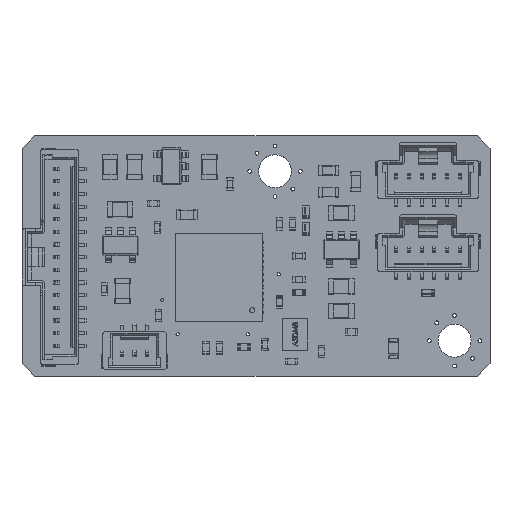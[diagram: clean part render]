
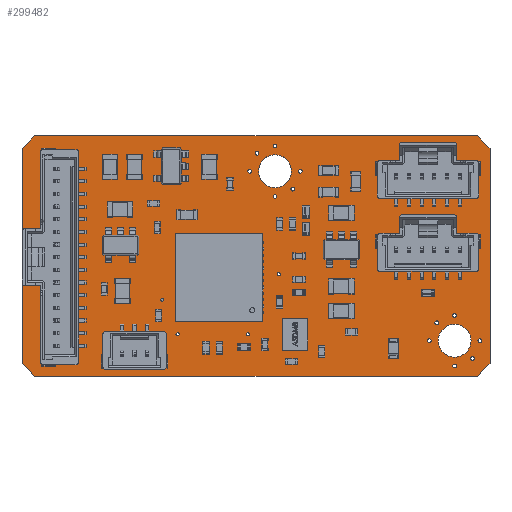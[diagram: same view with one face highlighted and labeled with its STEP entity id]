
A CAD part, top view. The second image highlights one B-rep face of the part: STEP entity #299482.
In plain terms, the highlighted planar face has unit normal (0, 0, 1).
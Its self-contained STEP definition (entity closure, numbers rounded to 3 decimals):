
#299140 = VERTEX_POINT('',#299141);
#299141 = CARTESIAN_POINT('',(1.,19.,1.6));
#299147 = EDGE_CURVE('',#299140,#299148,#299150,.T.);
#299148 = VERTEX_POINT('',#299149);
#299149 = CARTESIAN_POINT('',(36.,19.,1.6));
#299150 = LINE('',#299151,#299152);
#299151 = CARTESIAN_POINT('',(1.,19.,1.6));
#299152 = VECTOR('',#299153,1.);
#299153 = DIRECTION('',(1.,0.,0.));
#299180 = VERTEX_POINT('',#299181);
#299181 = CARTESIAN_POINT('',(0.,18.,1.6));
#299187 = EDGE_CURVE('',#299180,#299140,#299188,.T.);
#299188 = LINE('',#299189,#299190);
#299189 = CARTESIAN_POINT('',(0.,18.,1.6));
#299190 = VECTOR('',#299191,1.);
#299191 = DIRECTION('',(0.707,0.707,0.));
#299209 = EDGE_CURVE('',#299148,#299210,#299212,.T.);
#299210 = VERTEX_POINT('',#299211);
#299211 = CARTESIAN_POINT('',(37.,18.,1.6));
#299212 = LINE('',#299213,#299214);
#299213 = CARTESIAN_POINT('',(36.,19.,1.6));
#299214 = VECTOR('',#299215,1.);
#299215 = DIRECTION('',(0.707,-0.707,0.));
#299482 = ADVANCED_FACE('',(#299483,#299526,#299537,#299548,#299559,
    #299570,#299581,#299592,#299603,#299614,#299625,#299636,#299647,
    #299658,#299669,#299680,#299691,#299702,#299713),#299724,.F.);
#299483 = FACE_BOUND('',#299484,.F.);
#299484 = EDGE_LOOP('',(#299485,#299486,#299487,#299495,#299503,#299511,
    #299519,#299525));
#299485 = ORIENTED_EDGE('',*,*,#299147,.T.);
#299486 = ORIENTED_EDGE('',*,*,#299209,.T.);
#299487 = ORIENTED_EDGE('',*,*,#299488,.T.);
#299488 = EDGE_CURVE('',#299210,#299489,#299491,.T.);
#299489 = VERTEX_POINT('',#299490);
#299490 = CARTESIAN_POINT('',(37.,1.,1.6));
#299491 = LINE('',#299492,#299493);
#299492 = CARTESIAN_POINT('',(37.,18.,1.6));
#299493 = VECTOR('',#299494,1.);
#299494 = DIRECTION('',(0.,-1.,0.));
#299495 = ORIENTED_EDGE('',*,*,#299496,.T.);
#299496 = EDGE_CURVE('',#299489,#299497,#299499,.T.);
#299497 = VERTEX_POINT('',#299498);
#299498 = CARTESIAN_POINT('',(36.,0.,1.6));
#299499 = LINE('',#299500,#299501);
#299500 = CARTESIAN_POINT('',(37.,1.,1.6));
#299501 = VECTOR('',#299502,1.);
#299502 = DIRECTION('',(-0.707,-0.707,0.));
#299503 = ORIENTED_EDGE('',*,*,#299504,.T.);
#299504 = EDGE_CURVE('',#299497,#299505,#299507,.T.);
#299505 = VERTEX_POINT('',#299506);
#299506 = CARTESIAN_POINT('',(1.,0.,1.6));
#299507 = LINE('',#299508,#299509);
#299508 = CARTESIAN_POINT('',(36.,0.,1.6));
#299509 = VECTOR('',#299510,1.);
#299510 = DIRECTION('',(-1.,0.,0.));
#299511 = ORIENTED_EDGE('',*,*,#299512,.T.);
#299512 = EDGE_CURVE('',#299505,#299513,#299515,.T.);
#299513 = VERTEX_POINT('',#299514);
#299514 = CARTESIAN_POINT('',(0.,1.,1.6));
#299515 = LINE('',#299516,#299517);
#299516 = CARTESIAN_POINT('',(1.,0.,1.6));
#299517 = VECTOR('',#299518,1.);
#299518 = DIRECTION('',(-0.707,0.707,0.));
#299519 = ORIENTED_EDGE('',*,*,#299520,.T.);
#299520 = EDGE_CURVE('',#299513,#299180,#299521,.T.);
#299521 = LINE('',#299522,#299523);
#299522 = CARTESIAN_POINT('',(0.,1.,1.6));
#299523 = VECTOR('',#299524,1.);
#299524 = DIRECTION('',(0.,1.,0.));
#299525 = ORIENTED_EDGE('',*,*,#299187,.T.);
#299526 = FACE_BOUND('',#299527,.F.);
#299527 = EDGE_LOOP('',(#299528));
#299528 = ORIENTED_EDGE('',*,*,#299529,.T.);
#299529 = EDGE_CURVE('',#299530,#299530,#299532,.T.);
#299530 = VERTEX_POINT('',#299531);
#299531 = CARTESIAN_POINT('',(35.764,1.386,1.6));
#299532 = CIRCLE('',#299533,0.15);
#299533 = AXIS2_PLACEMENT_3D('',#299534,#299535,#299536);
#299534 = CARTESIAN_POINT('',(35.614,1.386,1.6));
#299535 = DIRECTION('',(0.,0.,1.));
#299536 = DIRECTION('',(1.,0.,0.));
#299537 = FACE_BOUND('',#299538,.F.);
#299538 = EDGE_LOOP('',(#299539));
#299539 = ORIENTED_EDGE('',*,*,#299540,.T.);
#299540 = EDGE_CURVE('',#299541,#299541,#299543,.T.);
#299541 = VERTEX_POINT('',#299542);
#299542 = CARTESIAN_POINT('',(34.35,0.8,1.6));
#299543 = CIRCLE('',#299544,0.15);
#299544 = AXIS2_PLACEMENT_3D('',#299545,#299546,#299547);
#299545 = CARTESIAN_POINT('',(34.2,0.8,1.6));
#299546 = DIRECTION('',(0.,0.,1.));
#299547 = DIRECTION('',(1.,0.,0.));
#299548 = FACE_BOUND('',#299549,.F.);
#299549 = EDGE_LOOP('',(#299550));
#299550 = ORIENTED_EDGE('',*,*,#299551,.T.);
#299551 = EDGE_CURVE('',#299552,#299552,#299554,.T.);
#299552 = VERTEX_POINT('',#299553);
#299553 = CARTESIAN_POINT('',(36.35,2.8,1.6));
#299554 = CIRCLE('',#299555,0.15);
#299555 = AXIS2_PLACEMENT_3D('',#299556,#299557,#299558);
#299556 = CARTESIAN_POINT('',(36.2,2.8,1.6));
#299557 = DIRECTION('',(0.,0.,1.));
#299558 = DIRECTION('',(1.,0.,0.));
#299559 = FACE_BOUND('',#299560,.F.);
#299560 = EDGE_LOOP('',(#299561));
#299561 = ORIENTED_EDGE('',*,*,#299562,.T.);
#299562 = EDGE_CURVE('',#299563,#299563,#299565,.T.);
#299563 = VERTEX_POINT('',#299564);
#299564 = CARTESIAN_POINT('',(35.5,2.8,1.6));
#299565 = CIRCLE('',#299566,1.3);
#299566 = AXIS2_PLACEMENT_3D('',#299567,#299568,#299569);
#299567 = CARTESIAN_POINT('',(34.2,2.8,1.6));
#299568 = DIRECTION('',(0.,0.,1.));
#299569 = DIRECTION('',(1.,0.,0.));
#299570 = FACE_BOUND('',#299571,.F.);
#299571 = EDGE_LOOP('',(#299572));
#299572 = ORIENTED_EDGE('',*,*,#299573,.T.);
#299573 = EDGE_CURVE('',#299574,#299574,#299576,.T.);
#299574 = VERTEX_POINT('',#299575);
#299575 = CARTESIAN_POINT('',(32.35,2.8,1.6));
#299576 = CIRCLE('',#299577,0.15);
#299577 = AXIS2_PLACEMENT_3D('',#299578,#299579,#299580);
#299578 = CARTESIAN_POINT('',(32.2,2.8,1.6));
#299579 = DIRECTION('',(0.,0.,1.));
#299580 = DIRECTION('',(1.,0.,0.));
#299581 = FACE_BOUND('',#299582,.F.);
#299582 = EDGE_LOOP('',(#299583));
#299583 = ORIENTED_EDGE('',*,*,#299584,.T.);
#299584 = EDGE_CURVE('',#299585,#299585,#299587,.T.);
#299585 = VERTEX_POINT('',#299586);
#299586 = CARTESIAN_POINT('',(34.35,4.8,1.6));
#299587 = CIRCLE('',#299588,0.15);
#299588 = AXIS2_PLACEMENT_3D('',#299589,#299590,#299591);
#299589 = CARTESIAN_POINT('',(34.2,4.8,1.6));
#299590 = DIRECTION('',(0.,0.,1.));
#299591 = DIRECTION('',(1.,0.,0.));
#299592 = FACE_BOUND('',#299593,.F.);
#299593 = EDGE_LOOP('',(#299594));
#299594 = ORIENTED_EDGE('',*,*,#299595,.T.);
#299595 = EDGE_CURVE('',#299596,#299596,#299598,.T.);
#299596 = VERTEX_POINT('',#299597);
#299597 = CARTESIAN_POINT('',(32.936,4.214,1.6));
#299598 = CIRCLE('',#299599,0.15);
#299599 = AXIS2_PLACEMENT_3D('',#299600,#299601,#299602);
#299600 = CARTESIAN_POINT('',(32.786,4.214,1.6));
#299601 = DIRECTION('',(0.,0.,1.));
#299602 = DIRECTION('',(1.,0.,0.));
#299603 = FACE_BOUND('',#299604,.F.);
#299604 = EDGE_LOOP('',(#299605));
#299605 = ORIENTED_EDGE('',*,*,#299606,.T.);
#299606 = EDGE_CURVE('',#299607,#299607,#299609,.T.);
#299607 = VERTEX_POINT('',#299608);
#299608 = CARTESIAN_POINT('',(17.975,3.3,1.6));
#299609 = CIRCLE('',#299610,0.125);
#299610 = AXIS2_PLACEMENT_3D('',#299611,#299612,#299613);
#299611 = CARTESIAN_POINT('',(17.85,3.3,1.6));
#299612 = DIRECTION('',(0.,0.,1.));
#299613 = DIRECTION('',(1.,0.,0.));
#299614 = FACE_BOUND('',#299615,.F.);
#299615 = EDGE_LOOP('',(#299616));
#299616 = ORIENTED_EDGE('',*,*,#299617,.T.);
#299617 = EDGE_CURVE('',#299618,#299618,#299620,.T.);
#299618 = VERTEX_POINT('',#299619);
#299619 = CARTESIAN_POINT('',(12.425,3.3,1.6));
#299620 = CIRCLE('',#299621,0.125);
#299621 = AXIS2_PLACEMENT_3D('',#299622,#299623,#299624);
#299622 = CARTESIAN_POINT('',(12.3,3.3,1.6));
#299623 = DIRECTION('',(0.,0.,1.));
#299624 = DIRECTION('',(1.,0.,0.));
#299625 = FACE_BOUND('',#299626,.F.);
#299626 = EDGE_LOOP('',(#299627));
#299627 = ORIENTED_EDGE('',*,*,#299628,.T.);
#299628 = EDGE_CURVE('',#299629,#299629,#299631,.T.);
#299629 = VERTEX_POINT('',#299630);
#299630 = CARTESIAN_POINT('',(20.425,8.05,1.6));
#299631 = CIRCLE('',#299632,0.125);
#299632 = AXIS2_PLACEMENT_3D('',#299633,#299634,#299635);
#299633 = CARTESIAN_POINT('',(20.3,8.05,1.6));
#299634 = DIRECTION('',(0.,0.,1.));
#299635 = DIRECTION('',(1.,0.,0.));
#299636 = FACE_BOUND('',#299637,.F.);
#299637 = EDGE_LOOP('',(#299638));
#299638 = ORIENTED_EDGE('',*,*,#299639,.T.);
#299639 = EDGE_CURVE('',#299640,#299640,#299642,.T.);
#299640 = VERTEX_POINT('',#299641);
#299641 = CARTESIAN_POINT('',(11.225,6.05,1.6));
#299642 = CIRCLE('',#299643,0.125);
#299643 = AXIS2_PLACEMENT_3D('',#299644,#299645,#299646);
#299644 = CARTESIAN_POINT('',(11.1,6.05,1.6));
#299645 = DIRECTION('',(0.,0.,1.));
#299646 = DIRECTION('',(1.,0.,0.));
#299647 = FACE_BOUND('',#299648,.F.);
#299648 = EDGE_LOOP('',(#299649));
#299649 = ORIENTED_EDGE('',*,*,#299650,.T.);
#299650 = EDGE_CURVE('',#299651,#299651,#299653,.T.);
#299651 = VERTEX_POINT('',#299652);
#299652 = CARTESIAN_POINT('',(21.564,14.786,1.6));
#299653 = CIRCLE('',#299654,0.15);
#299654 = AXIS2_PLACEMENT_3D('',#299655,#299656,#299657);
#299655 = CARTESIAN_POINT('',(21.414,14.786,1.6));
#299656 = DIRECTION('',(0.,0.,1.));
#299657 = DIRECTION('',(1.,0.,0.));
#299658 = FACE_BOUND('',#299659,.F.);
#299659 = EDGE_LOOP('',(#299660));
#299660 = ORIENTED_EDGE('',*,*,#299661,.T.);
#299661 = EDGE_CURVE('',#299662,#299662,#299664,.T.);
#299662 = VERTEX_POINT('',#299663);
#299663 = CARTESIAN_POINT('',(20.15,14.2,1.6));
#299664 = CIRCLE('',#299665,0.15);
#299665 = AXIS2_PLACEMENT_3D('',#299666,#299667,#299668);
#299666 = CARTESIAN_POINT('',(20.,14.2,1.6));
#299667 = DIRECTION('',(0.,0.,1.));
#299668 = DIRECTION('',(1.,0.,0.));
#299669 = FACE_BOUND('',#299670,.F.);
#299670 = EDGE_LOOP('',(#299671));
#299671 = ORIENTED_EDGE('',*,*,#299672,.T.);
#299672 = EDGE_CURVE('',#299673,#299673,#299675,.T.);
#299673 = VERTEX_POINT('',#299674);
#299674 = CARTESIAN_POINT('',(22.15,16.2,1.6));
#299675 = CIRCLE('',#299676,0.15);
#299676 = AXIS2_PLACEMENT_3D('',#299677,#299678,#299679);
#299677 = CARTESIAN_POINT('',(22.,16.2,1.6));
#299678 = DIRECTION('',(0.,0.,1.));
#299679 = DIRECTION('',(1.,0.,0.));
#299680 = FACE_BOUND('',#299681,.F.);
#299681 = EDGE_LOOP('',(#299682));
#299682 = ORIENTED_EDGE('',*,*,#299683,.T.);
#299683 = EDGE_CURVE('',#299684,#299684,#299686,.T.);
#299684 = VERTEX_POINT('',#299685);
#299685 = CARTESIAN_POINT('',(21.3,16.2,1.6));
#299686 = CIRCLE('',#299687,1.3);
#299687 = AXIS2_PLACEMENT_3D('',#299688,#299689,#299690);
#299688 = CARTESIAN_POINT('',(20.,16.2,1.6));
#299689 = DIRECTION('',(0.,0.,1.));
#299690 = DIRECTION('',(1.,0.,0.));
#299691 = FACE_BOUND('',#299692,.F.);
#299692 = EDGE_LOOP('',(#299693));
#299693 = ORIENTED_EDGE('',*,*,#299694,.T.);
#299694 = EDGE_CURVE('',#299695,#299695,#299697,.T.);
#299695 = VERTEX_POINT('',#299696);
#299696 = CARTESIAN_POINT('',(18.15,16.2,1.6));
#299697 = CIRCLE('',#299698,0.15);
#299698 = AXIS2_PLACEMENT_3D('',#299699,#299700,#299701);
#299699 = CARTESIAN_POINT('',(18.,16.2,1.6));
#299700 = DIRECTION('',(0.,0.,1.));
#299701 = DIRECTION('',(1.,0.,0.));
#299702 = FACE_BOUND('',#299703,.F.);
#299703 = EDGE_LOOP('',(#299704));
#299704 = ORIENTED_EDGE('',*,*,#299705,.T.);
#299705 = EDGE_CURVE('',#299706,#299706,#299708,.T.);
#299706 = VERTEX_POINT('',#299707);
#299707 = CARTESIAN_POINT('',(20.15,18.2,1.6));
#299708 = CIRCLE('',#299709,0.15);
#299709 = AXIS2_PLACEMENT_3D('',#299710,#299711,#299712);
#299710 = CARTESIAN_POINT('',(20.,18.2,1.6));
#299711 = DIRECTION('',(0.,0.,1.));
#299712 = DIRECTION('',(1.,0.,0.));
#299713 = FACE_BOUND('',#299714,.F.);
#299714 = EDGE_LOOP('',(#299715));
#299715 = ORIENTED_EDGE('',*,*,#299716,.T.);
#299716 = EDGE_CURVE('',#299717,#299717,#299719,.T.);
#299717 = VERTEX_POINT('',#299718);
#299718 = CARTESIAN_POINT('',(18.736,17.614,1.6));
#299719 = CIRCLE('',#299720,0.15);
#299720 = AXIS2_PLACEMENT_3D('',#299721,#299722,#299723);
#299721 = CARTESIAN_POINT('',(18.586,17.614,1.6));
#299722 = DIRECTION('',(0.,0.,1.));
#299723 = DIRECTION('',(1.,0.,0.));
#299724 = PLANE('',#299725);
#299725 = AXIS2_PLACEMENT_3D('',#299726,#299727,#299728);
#299726 = CARTESIAN_POINT('',(18.5,9.5,1.6));
#299727 = DIRECTION('',(-0.,-0.,-1.));
#299728 = DIRECTION('',(-1.,0.,0.));
